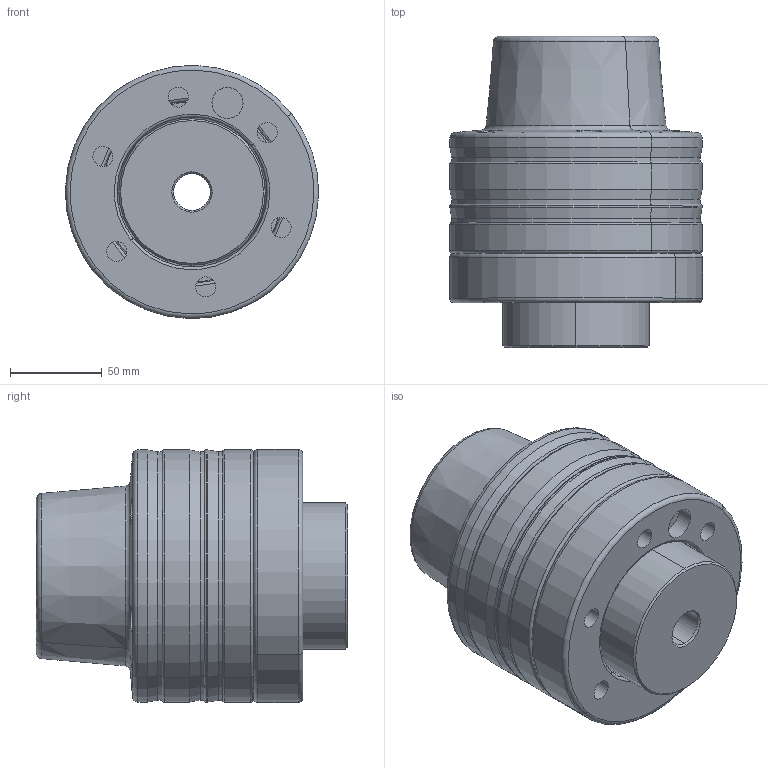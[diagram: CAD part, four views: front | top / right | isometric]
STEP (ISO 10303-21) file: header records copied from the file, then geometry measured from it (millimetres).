
FILE_DESCRIPTION (( 'STEP AP214' ), '1' );
FILE_NAME ('CPD-16CA5.STEP', '2020-04-27T08:35:53', ( 'COSH' ), ( '' ), 'SwSTEP 2.0', 'SolidWorks 2016', '' );
FILE_SCHEMA (( 'AUTOMOTIVE_DESIGN' ));
Length unit declared in the file: millimetre
Products named in the file (1): CPD-16CA5
Bounding box: 138.24 x 170 x 138.24 mm (x, y, z)
Volume: 1546957.2 mm3; surface area: 274235.6 mm2
Topology: 5 solids, 5 shells, 411 faces, 1010 edges, 609 vertices
Faces by surface type: cylinder 206, cone 101, torus 56, plane 48
Entity records: 17733 total; most frequent: CARTESIAN_POINT 3113, DIRECTION 2316, ORIENTED_EDGE 1960, AXIS2_PLACEMENT_3D 1008, EDGE_CURVE 980, VERTEX_POINT 609, CIRCLE 596, EDGE_LOOP 517
